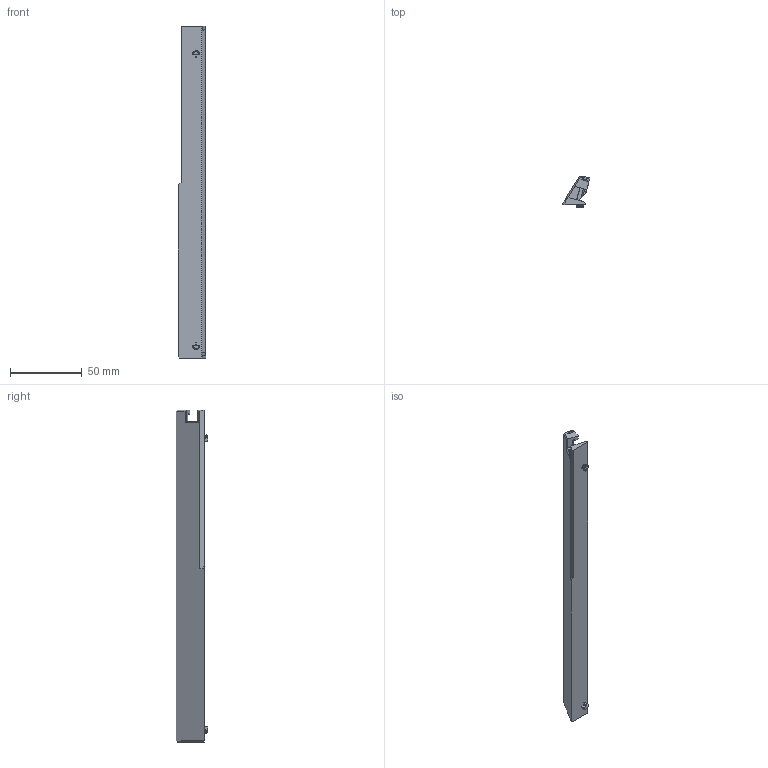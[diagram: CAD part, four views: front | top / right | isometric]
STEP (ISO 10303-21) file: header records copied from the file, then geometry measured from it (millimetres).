
FILE_DESCRIPTION (( 'STEP AP203' ), '1' );
FILE_NAME ('µÆÌõ¹Ì¶¨°å-AD5X.STEP', '2025-06-25T01:18:39', ( '' ), ( '' ), 'SwSTEP 2.0', 'SolidWorks 2014', '' );
FILE_SCHEMA (( 'CONFIG_CONTROL_DESIGN' ));
Length unit declared in the file: millimetre
Products named in the file (1): 腑沭嘐隅啣-AD5X
Bounding box: 19.17 x 21.8 x 230.7 mm (x, y, z)
Volume: 30772.9 mm3; surface area: 17706.5 mm2
Topology: 1 solids, 1 shells, 68 faces, 188 edges, 124 vertices
Faces by surface type: plane 60, cylinder 4, bspline 2, cone 2
Entity records: 2409 total; most frequent: CARTESIAN_POINT 613, ORIENTED_EDGE 376, DIRECTION 320, EDGE_CURVE 188, VECTOR 170, LINE 170, VERTEX_POINT 124, AXIS2_PLACEMENT_3D 75
